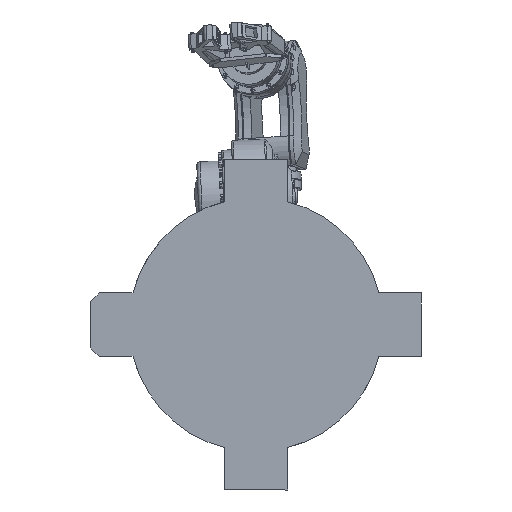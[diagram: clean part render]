
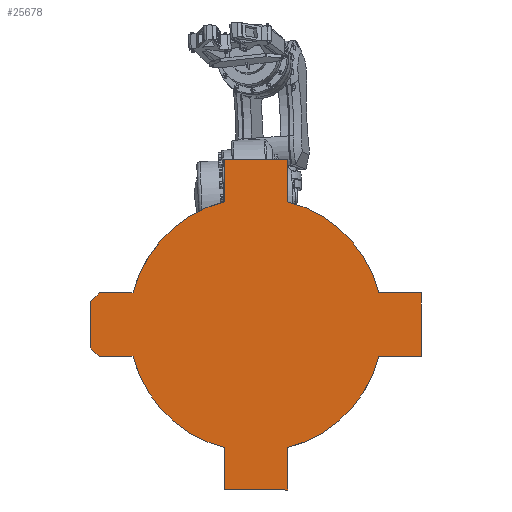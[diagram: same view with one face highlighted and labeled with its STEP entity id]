
A CAD part, front view. The second image highlights one B-rep face of the part: STEP entity #25678.
In plain terms, the highlighted planar face has unit normal (0, -1, 0).
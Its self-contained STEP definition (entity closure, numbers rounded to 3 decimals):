
#661=FACE_OUTER_BOUND('',#2173,.T.);
#2173=EDGE_LOOP('',(#17002,#17003,#17004,#17005,#17006,#17007,#17008,#17009,
#17010,#17011,#17012,#17013,#17014,#17015,#17016,#17017,#17018,#17019));
#3869=CIRCLE('',#27436,150.);
#3872=CIRCLE('',#27441,150.);
#3875=CIRCLE('',#27446,150.);
#3880=CIRCLE('',#27454,150.);
#4381=LINE('',#36641,#7576);
#4382=LINE('',#36643,#7577);
#4383=LINE('',#36645,#7578);
#4384=LINE('',#36647,#7579);
#4385=LINE('',#36648,#7580);
#4386=LINE('',#36650,#7581);
#4387=LINE('',#36652,#7582);
#4388=LINE('',#36653,#7583);
#4389=LINE('',#36655,#7584);
#4390=LINE('',#36657,#7585);
#4391=LINE('',#36658,#7586);
#4392=LINE('',#36660,#7587);
#4393=LINE('',#36662,#7588);
#4394=LINE('',#36663,#7589);
#7576=VECTOR('',#29523,40.);
#7577=VECTOR('',#29524,14.142);
#7578=VECTOR('',#29525,55.);
#7579=VECTOR('',#29526,14.142);
#7580=VECTOR('',#29527,40.);
#7581=VECTOR('',#29528,50.);
#7582=VECTOR('',#29529,75.);
#7583=VECTOR('',#29530,50.);
#7584=VECTOR('',#29531,50.);
#7585=VECTOR('',#29532,75.);
#7586=VECTOR('',#29533,50.);
#7587=VECTOR('',#29534,50.);
#7588=VECTOR('',#29535,75.);
#7589=VECTOR('',#29536,50.);
#10697=VERTEX_POINT('',#36441);
#10698=VERTEX_POINT('',#36443);
#10721=VERTEX_POINT('',#36491);
#10722=VERTEX_POINT('',#36493);
#10745=VERTEX_POINT('',#36541);
#10746=VERTEX_POINT('',#36543);
#10755=VERTEX_POINT('',#36566);
#10756=VERTEX_POINT('',#36568);
#10788=VERTEX_POINT('',#36640);
#10789=VERTEX_POINT('',#36642);
#10790=VERTEX_POINT('',#36644);
#10791=VERTEX_POINT('',#36646);
#10792=VERTEX_POINT('',#36649);
#10793=VERTEX_POINT('',#36651);
#10794=VERTEX_POINT('',#36654);
#10795=VERTEX_POINT('',#36656);
#10796=VERTEX_POINT('',#36659);
#10797=VERTEX_POINT('',#36661);
#13156=EDGE_CURVE('',#10697,#10698,#3869,.T.);
#13180=EDGE_CURVE('',#10721,#10722,#3872,.T.);
#13204=EDGE_CURVE('',#10745,#10746,#3875,.T.);
#13216=EDGE_CURVE('',#10755,#10756,#3880,.T.);
#13251=EDGE_CURVE('',#10755,#10788,#4381,.T.);
#13252=EDGE_CURVE('',#10788,#10789,#4382,.F.);
#13253=EDGE_CURVE('',#10789,#10790,#4383,.T.);
#13254=EDGE_CURVE('',#10790,#10791,#4384,.F.);
#13255=EDGE_CURVE('',#10791,#10698,#4385,.T.);
#13256=EDGE_CURVE('',#10697,#10792,#4386,.T.);
#13257=EDGE_CURVE('',#10792,#10793,#4387,.T.);
#13258=EDGE_CURVE('',#10793,#10722,#4388,.T.);
#13259=EDGE_CURVE('',#10721,#10794,#4389,.T.);
#13260=EDGE_CURVE('',#10794,#10795,#4390,.T.);
#13261=EDGE_CURVE('',#10795,#10746,#4391,.T.);
#13262=EDGE_CURVE('',#10745,#10796,#4392,.T.);
#13263=EDGE_CURVE('',#10796,#10797,#4393,.T.);
#13264=EDGE_CURVE('',#10797,#10756,#4394,.T.);
#17002=ORIENTED_EDGE('',*,*,#13251,.T.);
#17003=ORIENTED_EDGE('',*,*,#13252,.T.);
#17004=ORIENTED_EDGE('',*,*,#13253,.T.);
#17005=ORIENTED_EDGE('',*,*,#13254,.T.);
#17006=ORIENTED_EDGE('',*,*,#13255,.T.);
#17007=ORIENTED_EDGE('',*,*,#13156,.F.);
#17008=ORIENTED_EDGE('',*,*,#13256,.T.);
#17009=ORIENTED_EDGE('',*,*,#13257,.T.);
#17010=ORIENTED_EDGE('',*,*,#13258,.T.);
#17011=ORIENTED_EDGE('',*,*,#13180,.F.);
#17012=ORIENTED_EDGE('',*,*,#13259,.T.);
#17013=ORIENTED_EDGE('',*,*,#13260,.T.);
#17014=ORIENTED_EDGE('',*,*,#13261,.T.);
#17015=ORIENTED_EDGE('',*,*,#13204,.F.);
#17016=ORIENTED_EDGE('',*,*,#13262,.T.);
#17017=ORIENTED_EDGE('',*,*,#13263,.T.);
#17018=ORIENTED_EDGE('',*,*,#13264,.T.);
#17019=ORIENTED_EDGE('',*,*,#13216,.F.);
#24380=PLANE('',#27466);
#25678=ADVANCED_FACE('',(#661),#24380,.F.);
#27436=AXIS2_PLACEMENT_3D('',#36444,#29385,#29386);
#27441=AXIS2_PLACEMENT_3D('',#36494,#29416,#29417);
#27446=AXIS2_PLACEMENT_3D('',#36544,#29447,#29448);
#27454=AXIS2_PLACEMENT_3D('',#36569,#29470,#29471);
#27466=AXIS2_PLACEMENT_3D('',#36639,#29521,#29522);
#29385=DIRECTION('center_axis',(0.,1.,0.));
#29386=DIRECTION('ref_axis',(0.,0.,1.));
#29416=DIRECTION('center_axis',(0.,1.,0.));
#29417=DIRECTION('ref_axis',(0.,0.,1.));
#29447=DIRECTION('center_axis',(0.,1.,0.));
#29448=DIRECTION('ref_axis',(0.,0.,1.));
#29470=DIRECTION('center_axis',(0.,1.,0.));
#29471=DIRECTION('ref_axis',(0.,0.,1.));
#29521=DIRECTION('center_axis',(0.,1.,0.));
#29522=DIRECTION('ref_axis',(0.,0.,1.));
#29523=DIRECTION('',(-1.,0.,0.));
#29524=DIRECTION('',(0.707,0.,0.707));
#29525=DIRECTION('',(0.,0.,-1.));
#29526=DIRECTION('',(-0.707,0.,0.707));
#29527=DIRECTION('',(1.,0.,0.));
#29528=DIRECTION('',(0.,0.,-1.));
#29529=DIRECTION('',(1.,0.,0.));
#29530=DIRECTION('',(0.,0.,1.));
#29531=DIRECTION('',(1.,0.,0.));
#29532=DIRECTION('',(0.,0.,1.));
#29533=DIRECTION('',(-1.,0.,0.));
#29534=DIRECTION('',(0.,0.,1.));
#29535=DIRECTION('',(-1.,0.,0.));
#29536=DIRECTION('',(0.,0.,-1.));
#36441=CARTESIAN_POINT('',(-37.5,0.,-145.237));
#36443=CARTESIAN_POINT('',(-145.237,0.,-37.5));
#36444=CARTESIAN_POINT('Origin',(0.,0.,0.));
#36491=CARTESIAN_POINT('',(145.237,0.,-37.5));
#36493=CARTESIAN_POINT('',(37.5,0.,-145.237));
#36494=CARTESIAN_POINT('Origin',(0.,0.,0.));
#36541=CARTESIAN_POINT('',(37.5,0.,145.237));
#36543=CARTESIAN_POINT('',(145.237,0.,37.5));
#36544=CARTESIAN_POINT('Origin',(0.,0.,0.));
#36566=CARTESIAN_POINT('',(-145.237,0.,37.5));
#36568=CARTESIAN_POINT('',(-37.5,0.,145.237));
#36569=CARTESIAN_POINT('Origin',(0.,0.,0.));
#36639=CARTESIAN_POINT('Origin',(0.,0.,0.));
#36640=CARTESIAN_POINT('',(-185.237,0.,37.5));
#36641=CARTESIAN_POINT('',(-145.237,0.,37.5));
#36642=CARTESIAN_POINT('',(-195.237,0.,27.5));
#36643=CARTESIAN_POINT('',(-195.237,0.,27.5));
#36644=CARTESIAN_POINT('',(-195.237,0.,-27.5));
#36645=CARTESIAN_POINT('',(-195.237,0.,27.5));
#36646=CARTESIAN_POINT('',(-185.237,0.,-37.5));
#36647=CARTESIAN_POINT('',(-185.237,0.,-37.5));
#36648=CARTESIAN_POINT('',(-185.237,0.,-37.5));
#36649=CARTESIAN_POINT('',(-37.5,0.,-195.237));
#36650=CARTESIAN_POINT('',(-37.5,0.,-145.237));
#36651=CARTESIAN_POINT('',(37.5,0.,-195.237));
#36652=CARTESIAN_POINT('',(-37.5,0.,-195.237));
#36653=CARTESIAN_POINT('',(37.5,0.,-195.237));
#36654=CARTESIAN_POINT('',(195.237,0.,-37.5));
#36655=CARTESIAN_POINT('',(145.237,0.,-37.5));
#36656=CARTESIAN_POINT('',(195.237,0.,37.5));
#36657=CARTESIAN_POINT('',(195.237,0.,-37.5));
#36658=CARTESIAN_POINT('',(195.237,0.,37.5));
#36659=CARTESIAN_POINT('',(37.5,0.,195.237));
#36660=CARTESIAN_POINT('',(37.5,0.,145.237));
#36661=CARTESIAN_POINT('',(-37.5,0.,195.237));
#36662=CARTESIAN_POINT('',(37.5,0.,195.237));
#36663=CARTESIAN_POINT('',(-37.5,0.,195.237));
